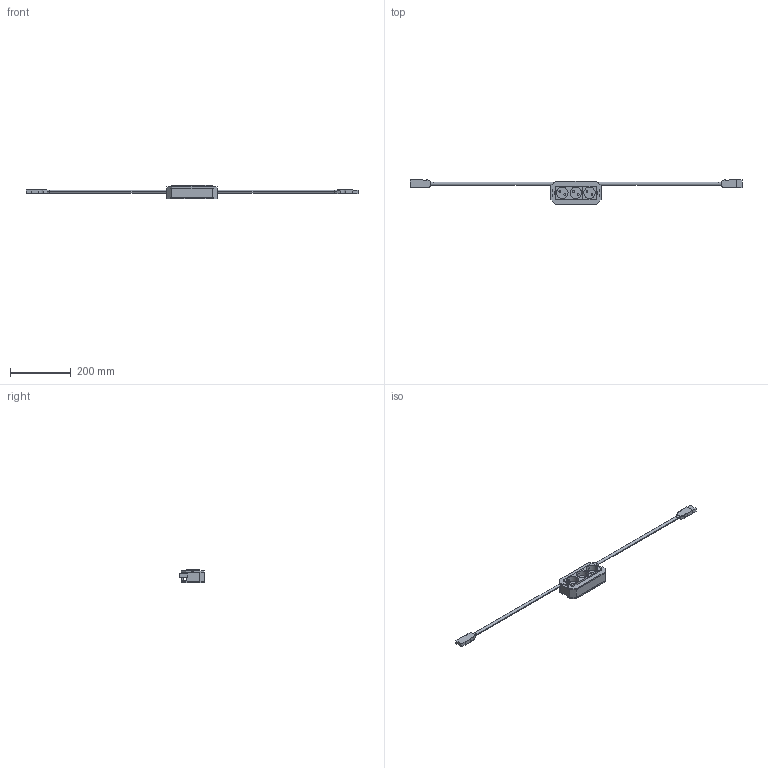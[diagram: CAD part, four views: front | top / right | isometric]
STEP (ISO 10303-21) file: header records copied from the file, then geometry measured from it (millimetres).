
FILE_DESCRIPTION (( 'STEP AP214' ), '1' );
FILE_NAME ('7404609.stp', '2020-12-09T10:15:20', ( '' ), ( '' ), 'SwSTEP 2.0', 'SolidWorks 2020', '' );
FILE_SCHEMA (( 'AUTOMOTIVE_DESIGN' ));
Length unit declared in the file: millimetre
Products named in the file (17): 077657_Standard; 109367_f〉 konfektionierten UT; 077656_Standard; 071653_Standard; 7404609; 071650_Standard; 044046_Standard; 044047_Standard; P_0000011081_1_Stecker; 044405_Standard; 044040_Standard; 109367T1_f〉 konfektionierten UT; 072940_Standard; 044039_Standard; 044406_Standard
Assembly tree (18 placements, depth 4):
  7404609
    072940_Standard
    071653_Standard
    044406_Standard
      044047_Standard
      077657_Standard
        044040_Standard
    044405_Standard
      044046_Standard
      077656_Standard
        044039_Standard
    109367_f〉 konfektionierten UT
      P_0000011081_1_Stecker
      109367T1_f〉 konfektionierten UT
    109367_f〉 konfektionierten UT
      P_0000011081_1_Stecker
      109367T1_f〉 konfektionierten UT
    071650_Standard
    071650_Standard
Bounding box: 1095.21 x 82.33 x 45.25 mm (x, y, z)
Volume: 411659.2 mm3; surface area: 160990.5 mm2
Topology: 12 solids, 12 shells, 251 faces, 634 edges, 420 vertices
Faces by surface type: plane 185, cylinder 62, torus 4
Entity records: 6769 total; most frequent: CARTESIAN_POINT 1093, DIRECTION 1062, ORIENTED_EDGE 1036, EDGE_CURVE 518, LINE 436, VECTOR 436, VERTEX_POINT 344, AXIS2_PLACEMENT_3D 313
